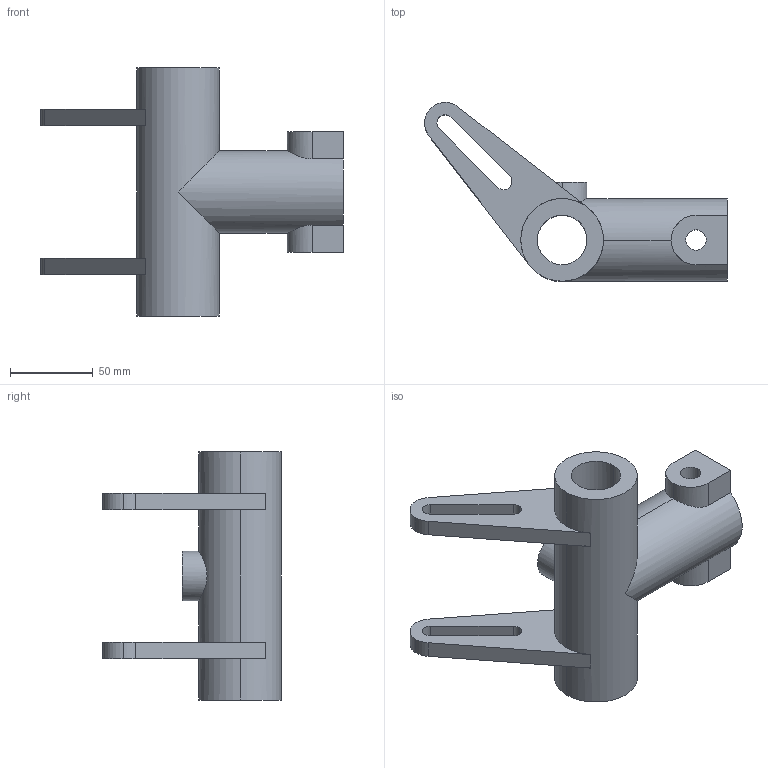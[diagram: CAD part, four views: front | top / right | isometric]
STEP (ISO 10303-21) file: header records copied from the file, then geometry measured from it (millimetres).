
FILE_DESCRIPTION(('STEP AP214'),'1');
FILE_NAME('002 Hing Part.stp','2025-01-23T01:06:36',(' '),(' '),'Spatial InterOp 3D',' ',' ');
FILE_SCHEMA(('AUTOMOTIVE_DESIGN { 1 0 10303 214 1 1 1 1 }'));
Length unit declared in the file: metre
Products named in the file (2): 002 Hing Part; Default
Assembly tree (1 placements, depth 2):
  002 Hing Part
    Default
Bounding box: 183.21 x 108.21 x 150 mm (x, y, z)
Volume: 355036 mm3; surface area: 81596.3 mm2
Topology: 1 solids, 1 shells, 54 faces, 160 edges, 104 vertices
Faces by surface type: cylinder 32, plane 22
Entity records: 2476 total; most frequent: CARTESIAN_POINT 924, DIRECTION 320, ORIENTED_EDGE 320, EDGE_CURVE 160, AXIS2_PLACEMENT_3D 120, VERTEX_POINT 104, LINE 80, VECTOR 80
